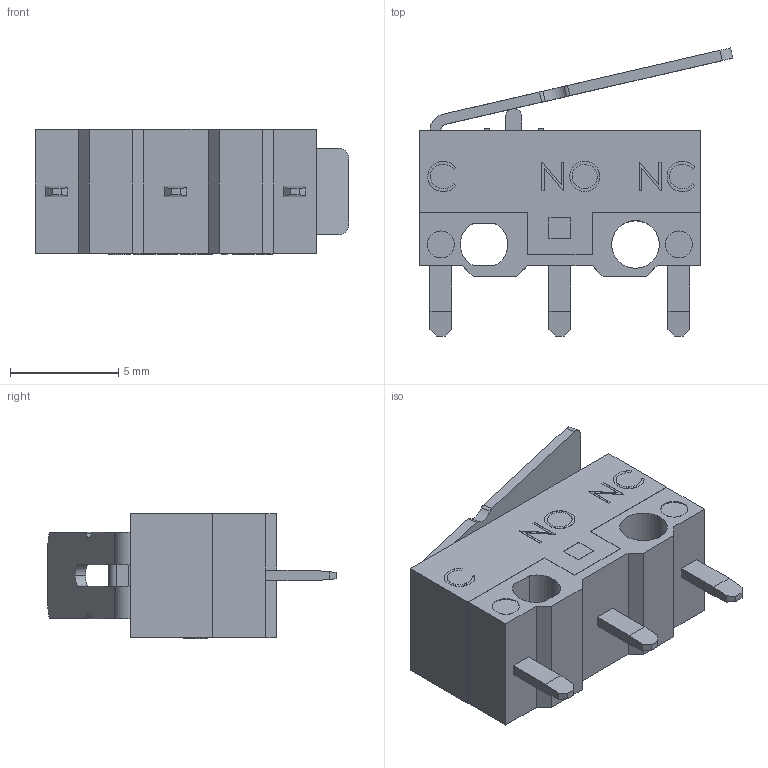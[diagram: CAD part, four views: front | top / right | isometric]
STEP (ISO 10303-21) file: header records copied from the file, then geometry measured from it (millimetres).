
FILE_DESCRIPTION (( 'STEP AP203' ), '1' );
FILE_NAME ('Limit_Switch.STEP', '2022-04-27T13:07:12', ( '' ), ( '' ), 'SwSTEP 2.0', 'SolidWorks 2019', '' );
FILE_SCHEMA (( 'CONFIG_CONTROL_DESIGN' ));
Length unit declared in the file: millimetre
Products named in the file (1): Limit_Switch
Bounding box: 14.5 x 13.31 x 5.81 mm (x, y, z)
Volume: 464.5 mm3; surface area: 674.5 mm2
Topology: 2 solids, 2 shells, 286 faces, 756 edges, 504 vertices
Faces by surface type: plane 203, bspline 55, cylinder 28
Entity records: 12285 total; most frequent: CARTESIAN_POINT 5418, ORIENTED_EDGE 1512, DIRECTION 1166, EDGE_CURVE 756, LINE 590, VECTOR 590, VERTEX_POINT 504, EDGE_LOOP 320
